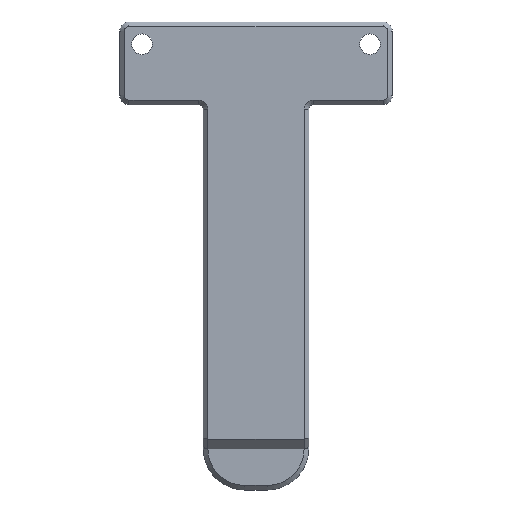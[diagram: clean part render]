
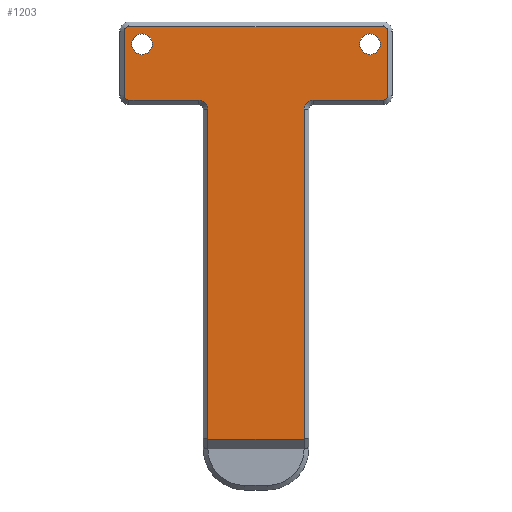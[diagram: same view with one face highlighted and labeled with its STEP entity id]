
A CAD part, top view. The second image highlights one B-rep face of the part: STEP entity #1203.
In plain terms, the highlighted planar face has unit normal (0, 0, 1).
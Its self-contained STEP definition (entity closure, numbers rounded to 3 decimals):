
#17=FACE_BOUND('',#245,.T.);
#18=FACE_BOUND('',#246,.T.);
#70=CIRCLE('',#1309,2.);
#72=CIRCLE('',#1313,1.);
#73=CIRCLE('',#1316,1.);
#75=CIRCLE('',#1320,1.);
#76=CIRCLE('',#1323,1.);
#78=CIRCLE('',#1327,2.);
#79=CIRCLE('',#1339,2.25);
#80=CIRCLE('',#1340,2.25);
#169=FACE_OUTER_BOUND('',#244,.T.);
#244=EDGE_LOOP('',(#1060,#1061,#1062,#1063,#1064,#1065,#1066,#1067,#1068,
#1069,#1070,#1071,#1072,#1073));
#245=EDGE_LOOP('',(#1074));
#246=EDGE_LOOP('',(#1075));
#339=LINE('',#1967,#458);
#343=LINE('',#1979,#462);
#347=LINE('',#1990,#466);
#351=LINE('',#1999,#470);
#354=LINE('',#2009,#473);
#358=LINE('',#2018,#477);
#360=LINE('',#2025,#479);
#367=LINE('',#2041,#486);
#458=VECTOR('',#1605,10.);
#462=VECTOR('',#1617,10.);
#466=VECTOR('',#1629,10.);
#470=VECTOR('',#1639,10.);
#473=VECTOR('',#1650,10.);
#477=VECTOR('',#1660,10.);
#479=VECTOR('',#1670,10.);
#486=VECTOR('',#1695,10.);
#567=VERTEX_POINT('',#1960);
#568=VERTEX_POINT('',#1964);
#569=VERTEX_POINT('',#1966);
#571=VERTEX_POINT('',#1972);
#573=VERTEX_POINT('',#1977);
#575=VERTEX_POINT('',#1984);
#576=VERTEX_POINT('',#1988);
#577=VERTEX_POINT('',#1993);
#578=VERTEX_POINT('',#1997);
#580=VERTEX_POINT('',#2003);
#581=VERTEX_POINT('',#2007);
#582=VERTEX_POINT('',#2012);
#583=VERTEX_POINT('',#2016);
#584=VERTEX_POINT('',#2021);
#585=VERTEX_POINT('',#2043);
#586=VERTEX_POINT('',#2045);
#713=EDGE_CURVE('',#568,#569,#339,.T.);
#717=EDGE_CURVE('',#571,#568,#70,.T.);
#719=EDGE_CURVE('',#573,#571,#343,.T.);
#723=EDGE_CURVE('',#575,#573,#72,.T.);
#725=EDGE_CURVE('',#576,#575,#347,.T.);
#728=EDGE_CURVE('',#577,#576,#73,.T.);
#730=EDGE_CURVE('',#578,#577,#351,.T.);
#733=EDGE_CURVE('',#580,#578,#75,.T.);
#735=EDGE_CURVE('',#581,#580,#354,.T.);
#738=EDGE_CURVE('',#582,#581,#76,.T.);
#740=EDGE_CURVE('',#583,#582,#358,.T.);
#743=EDGE_CURVE('',#584,#583,#78,.T.);
#744=EDGE_CURVE('',#567,#584,#360,.T.);
#751=EDGE_CURVE('',#569,#567,#367,.T.);
#752=EDGE_CURVE('',#585,#585,#79,.T.);
#753=EDGE_CURVE('',#586,#586,#80,.T.);
#1060=ORIENTED_EDGE('',*,*,#744,.F.);
#1061=ORIENTED_EDGE('',*,*,#751,.F.);
#1062=ORIENTED_EDGE('',*,*,#713,.F.);
#1063=ORIENTED_EDGE('',*,*,#717,.F.);
#1064=ORIENTED_EDGE('',*,*,#719,.F.);
#1065=ORIENTED_EDGE('',*,*,#723,.F.);
#1066=ORIENTED_EDGE('',*,*,#725,.F.);
#1067=ORIENTED_EDGE('',*,*,#728,.F.);
#1068=ORIENTED_EDGE('',*,*,#730,.F.);
#1069=ORIENTED_EDGE('',*,*,#733,.F.);
#1070=ORIENTED_EDGE('',*,*,#735,.F.);
#1071=ORIENTED_EDGE('',*,*,#738,.F.);
#1072=ORIENTED_EDGE('',*,*,#740,.F.);
#1073=ORIENTED_EDGE('',*,*,#743,.F.);
#1074=ORIENTED_EDGE('',*,*,#752,.T.);
#1075=ORIENTED_EDGE('',*,*,#753,.T.);
#1134=PLANE('',#1338);
#1203=ADVANCED_FACE('',(#169,#17,#18),#1134,.T.);
#1309=AXIS2_PLACEMENT_3D('',#1974,#1612,#1613);
#1313=AXIS2_PLACEMENT_3D('',#1986,#1624,#1625);
#1316=AXIS2_PLACEMENT_3D('',#1995,#1634,#1635);
#1320=AXIS2_PLACEMENT_3D('',#2005,#1645,#1646);
#1323=AXIS2_PLACEMENT_3D('',#2014,#1655,#1656);
#1327=AXIS2_PLACEMENT_3D('',#2023,#1666,#1667);
#1338=AXIS2_PLACEMENT_3D('',#2042,#1696,#1697);
#1339=AXIS2_PLACEMENT_3D('',#2044,#1698,#1699);
#1340=AXIS2_PLACEMENT_3D('',#2046,#1700,#1701);
#1605=DIRECTION('',(0.,-1.,0.));
#1612=DIRECTION('center_axis',(0.,0.,1.));
#1613=DIRECTION('ref_axis',(-0.707,0.707,0.));
#1617=DIRECTION('',(-1.,0.,0.));
#1624=DIRECTION('center_axis',(0.,0.,-1.));
#1625=DIRECTION('ref_axis',(0.707,-0.707,0.));
#1629=DIRECTION('',(0.,-1.,0.));
#1634=DIRECTION('center_axis',(0.,0.,-1.));
#1635=DIRECTION('ref_axis',(0.707,0.707,0.));
#1639=DIRECTION('',(1.,0.,0.));
#1645=DIRECTION('center_axis',(0.,0.,-1.));
#1646=DIRECTION('ref_axis',(-0.707,0.707,0.));
#1650=DIRECTION('',(0.,1.,0.));
#1655=DIRECTION('center_axis',(0.,0.,-1.));
#1656=DIRECTION('ref_axis',(-0.707,-0.707,0.));
#1660=DIRECTION('',(-1.,0.,0.));
#1666=DIRECTION('center_axis',(0.,0.,1.));
#1667=DIRECTION('ref_axis',(0.707,0.707,0.));
#1670=DIRECTION('',(0.,1.,0.));
#1695=DIRECTION('',(-1.,0.,0.));
#1696=DIRECTION('center_axis',(0.,0.,1.));
#1697=DIRECTION('ref_axis',(1.,0.,0.));
#1698=DIRECTION('center_axis',(0.,0.,-1.));
#1699=DIRECTION('ref_axis',(1.,0.,0.));
#1700=DIRECTION('center_axis',(0.,0.,-1.));
#1701=DIRECTION('ref_axis',(1.,0.,0.));
#1960=CARTESIAN_POINT('',(-10.5,-50.975,37.07));
#1964=CARTESIAN_POINT('',(10.5,21.025,37.07));
#1966=CARTESIAN_POINT('',(10.5,-50.975,37.07));
#1967=CARTESIAN_POINT('',(10.5,-36.478,37.07));
#1972=CARTESIAN_POINT('',(12.5,23.025,37.07));
#1974=CARTESIAN_POINT('Origin',(12.5,21.025,37.07));
#1977=CARTESIAN_POINT('',(27.7,23.025,37.07));
#1979=CARTESIAN_POINT('',(5.75,23.025,37.07));
#1984=CARTESIAN_POINT('',(28.7,24.025,37.07));
#1986=CARTESIAN_POINT('Origin',(27.7,24.025,37.07));
#1988=CARTESIAN_POINT('',(28.7,38.05,37.07));
#1990=CARTESIAN_POINT('',(28.7,5.528,37.07));
#1993=CARTESIAN_POINT('',(27.7,39.05,37.07));
#1995=CARTESIAN_POINT('Origin',(27.7,38.05,37.07));
#1997=CARTESIAN_POINT('',(-27.7,39.05,37.07));
#1999=CARTESIAN_POINT('',(14.85,39.05,37.07));
#2003=CARTESIAN_POINT('',(-28.7,38.05,37.07));
#2005=CARTESIAN_POINT('Origin',(-27.7,38.05,37.07));
#2007=CARTESIAN_POINT('',(-28.7,24.025,37.07));
#2009=CARTESIAN_POINT('',(-28.7,14.541,37.07));
#2012=CARTESIAN_POINT('',(-27.7,23.025,37.07));
#2014=CARTESIAN_POINT('Origin',(-27.7,24.025,37.07));
#2016=CARTESIAN_POINT('',(-12.5,23.025,37.07));
#2018=CARTESIAN_POINT('',(-14.85,23.025,37.07));
#2021=CARTESIAN_POINT('',(-10.5,21.025,37.07));
#2023=CARTESIAN_POINT('Origin',(-12.5,21.025,37.07));
#2025=CARTESIAN_POINT('',(-10.5,5.528,37.07));
#2041=CARTESIAN_POINT('',(-5.75,-50.975,37.07));
#2042=CARTESIAN_POINT('Origin',(0.,-10.968,
37.07));
#2043=CARTESIAN_POINT('',(22.6,35.2,37.07));
#2044=CARTESIAN_POINT('Origin',(24.85,35.2,37.07));
#2045=CARTESIAN_POINT('',(-27.1,35.2,37.07));
#2046=CARTESIAN_POINT('Origin',(-24.85,35.2,37.07));
